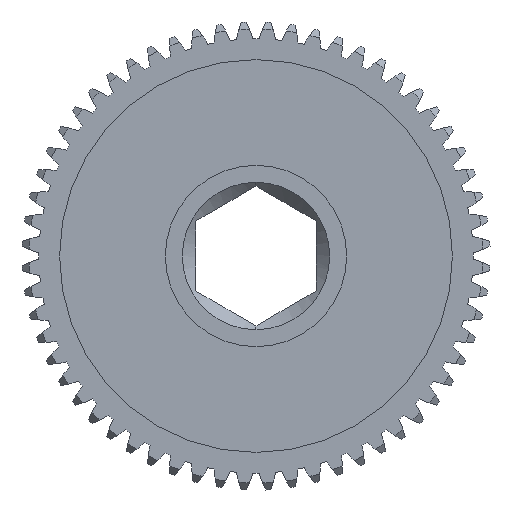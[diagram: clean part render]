
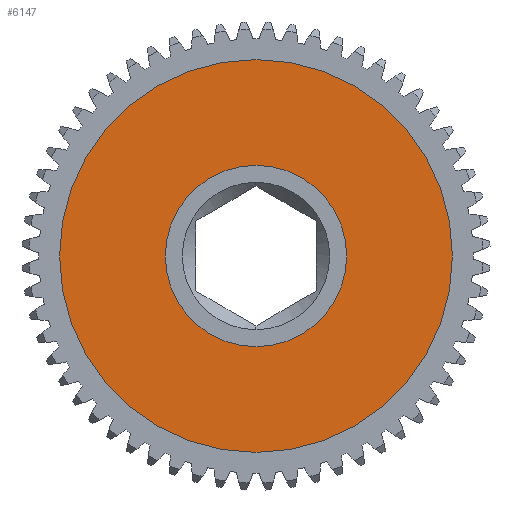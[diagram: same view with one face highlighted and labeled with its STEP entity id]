
A CAD part, left-side view. The second image highlights one B-rep face of the part: STEP entity #6147.
In plain terms, the highlighted planar face has unit normal (-1, 0, 0).
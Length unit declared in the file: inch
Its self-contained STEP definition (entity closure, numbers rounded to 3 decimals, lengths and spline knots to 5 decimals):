
#157 = CARTESIAN_POINT ( 'NONE',  ( 0.2, 0., 0. ) ) ;
#217 = DIRECTION ( 'NONE',  ( -1., 0., 0. ) ) ;
#232 = VERTEX_POINT ( 'NONE', #11166 ) ;
#261 = ORIENTED_EDGE ( 'NONE', *, *, #10385, .T. ) ;
#287 = CIRCLE ( 'NONE', #12491, 0.375 ) ;
#647 = CARTESIAN_POINT ( 'NONE',  ( 0.2, 0., 0. ) ) ;
#970 = EDGE_LOOP ( 'NONE', ( #2490, #261 ) ) ;
#1187 = FACE_BOUND ( 'NONE', #970, .T. ) ;
#1334 = CIRCLE ( 'NONE', #2891, 0.8125 ) ;
#1336 = CARTESIAN_POINT ( 'NONE',  ( 0.2, 0., 0.375 ) ) ;
#1671 = VERTEX_POINT ( 'NONE', #9720 ) ;
#1892 = DIRECTION ( 'NONE',  ( 1., 0., 0. ) ) ;
#2120 = AXIS2_PLACEMENT_3D ( 'NONE', #157, #217, #2356 ) ;
#2250 = DIRECTION ( 'NONE',  ( 1., 0., 0. ) ) ;
#2356 = DIRECTION ( 'NONE',  ( 0., 0., -1. ) ) ;
#2490 = ORIENTED_EDGE ( 'NONE', *, *, #9702, .T. ) ;
#2594 = CARTESIAN_POINT ( 'NONE',  ( 0.2, 0., 0. ) ) ;
#2891 = AXIS2_PLACEMENT_3D ( 'NONE', #11278, #4092, #7044 ) ;
#2960 = VERTEX_POINT ( 'NONE', #7854 ) ;
#3289 = EDGE_LOOP ( 'NONE', ( #5097, #7476 ) ) ;
#3387 = CIRCLE ( 'NONE', #11172, 0.375 ) ;
#4092 = DIRECTION ( 'NONE',  ( 1., 0., 0. ) ) ;
#4850 = DIRECTION ( 'NONE',  ( 0., 0., -1. ) ) ;
#5097 = ORIENTED_EDGE ( 'NONE', *, *, #6034, .F. ) ;
#6034 = EDGE_CURVE ( 'NONE', #1671, #232, #7698, .T. ) ;
#6147 = ADVANCED_FACE ( 'NONE', ( #1187, #6536 ), #9667, .T. ) ;
#6536 = FACE_OUTER_BOUND ( 'NONE', #3289, .T. ) ;
#6836 = DIRECTION ( 'NONE',  ( 1., 0., 0. ) ) ;
#7044 = DIRECTION ( 'NONE',  ( 0., 0., -1. ) ) ;
#7146 = EDGE_CURVE ( 'NONE', #232, #1671, #1334, .T. ) ;
#7476 = ORIENTED_EDGE ( 'NONE', *, *, #7146, .F. ) ;
#7698 = CIRCLE ( 'NONE', #11241, 0.8125 ) ;
#7854 = CARTESIAN_POINT ( 'NONE',  ( 0.2, 0., -0.375 ) ) ;
#9667 = PLANE ( 'NONE',  #2120 ) ;
#9702 = EDGE_CURVE ( 'NONE', #2960, #10795, #287, .T. ) ;
#9720 = CARTESIAN_POINT ( 'NONE',  ( 0.2, 0., 0.8125 ) ) ;
#10385 = EDGE_CURVE ( 'NONE', #10795, #2960, #3387, .T. ) ;
#10795 = VERTEX_POINT ( 'NONE', #1336 ) ;
#10939 = CARTESIAN_POINT ( 'NONE',  ( 0.2, 0., 0. ) ) ;
#11166 = CARTESIAN_POINT ( 'NONE',  ( 0.2, 0., -0.8125 ) ) ;
#11172 = AXIS2_PLACEMENT_3D ( 'NONE', #10939, #2250, #12073 ) ;
#11215 = DIRECTION ( 'NONE',  ( 0., 0., -1. ) ) ;
#11241 = AXIS2_PLACEMENT_3D ( 'NONE', #647, #1892, #4850 ) ;
#11278 = CARTESIAN_POINT ( 'NONE',  ( 0.2, 0., 0. ) ) ;
#12073 = DIRECTION ( 'NONE',  ( 0., 0., -1. ) ) ;
#12491 = AXIS2_PLACEMENT_3D ( 'NONE', #2594, #6836, #11215 ) ;
